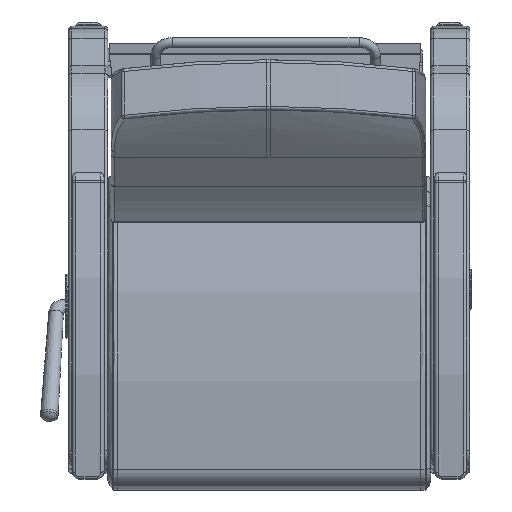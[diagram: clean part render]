
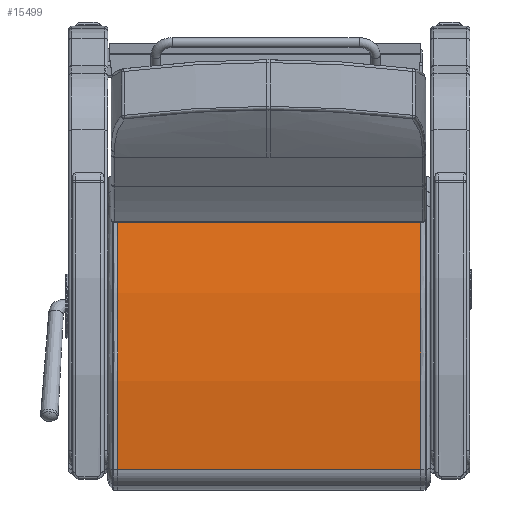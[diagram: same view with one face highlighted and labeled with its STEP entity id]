
A CAD part, front view. The second image highlights one B-rep face of the part: STEP entity #15499.
In plain terms, the highlighted free-form (B-spline) face has degree [1, 2] with [2, 3] control points.
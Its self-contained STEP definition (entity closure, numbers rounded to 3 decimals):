
#335=(
BOUNDED_SURFACE()
B_SPLINE_SURFACE(1,2,((#25351,#25352,#25353),(#25354,#25355,#25356)),
 .UNSPECIFIED.,.F.,.F.,.F.)
B_SPLINE_SURFACE_WITH_KNOTS((2,2),(3,3),(-0.193,0.193),
(1.362,1.699),.UNSPECIFIED.)
GEOMETRIC_REPRESENTATION_ITEM()
RATIONAL_B_SPLINE_SURFACE(((1.,0.986,1.),(1.,0.986,
1.)))
REPRESENTATION_ITEM('')
SURFACE()
);
#360=ELLIPSE('',#16873,60.054,60.);
#372=ELLIPSE('',#16915,60.054,60.);
#1563=FACE_OUTER_BOUND('',#2603,.T.);
#2603=EDGE_LOOP('',(#10823,#10824,#10825,#10826));
#3768=LINE('',#25350,#4748);
#3769=LINE('',#25357,#4749);
#4748=VECTOR('',#19381,0.394);
#4749=VECTOR('',#19382,0.394);
#6723=VERTEX_POINT('',#24523);
#6724=VERTEX_POINT('',#24546);
#6764=VERTEX_POINT('',#24763);
#6765=VERTEX_POINT('',#24786);
#8183=EDGE_CURVE('',#6724,#6723,#360,.T.);
#8242=EDGE_CURVE('',#6765,#6764,#372,.T.);
#8322=EDGE_CURVE('',#6723,#6765,#3768,.T.);
#8323=EDGE_CURVE('',#6724,#6764,#3769,.T.);
#10823=ORIENTED_EDGE('',*,*,#8183,.F.);
#10824=ORIENTED_EDGE('',*,*,#8323,.T.);
#10825=ORIENTED_EDGE('',*,*,#8242,.F.);
#10826=ORIENTED_EDGE('',*,*,#8322,.F.);
#15499=ADVANCED_FACE('',(#1563),#335,.F.);
#16873=AXIS2_PLACEMENT_3D('',#24548,#19134,#19135);
#16915=AXIS2_PLACEMENT_3D('',#24788,#19243,#19244);
#19134=DIRECTION('center_axis',(0.,0.,-1.));
#19135=DIRECTION('ref_axis',(1.,0.,0.));
#19243=DIRECTION('center_axis',(0.,0.,1.));
#19244=DIRECTION('ref_axis',(1.,0.,0.));
#19381=DIRECTION('',(0.,0.,1.));
#19382=DIRECTION('',(0.,0.,1.));
#24523=CARTESIAN_POINT('',(10.111,0.445,-11.563));
#24546=CARTESIAN_POINT('',(-10.045,1.256,-11.563));
#24548=CARTESIAN_POINT('Origin',(-2.35,-58.249,-11.563));
#24763=CARTESIAN_POINT('',(-10.045,1.256,11.563));
#24786=CARTESIAN_POINT('',(10.111,0.445,11.563));
#24788=CARTESIAN_POINT('Origin',(-2.35,-58.249,11.563));
#25350=CARTESIAN_POINT('',(10.111,0.445,0.));
#25351=CARTESIAN_POINT('Ctrl Pts',(10.111,0.445,-11.563));
#25352=CARTESIAN_POINT('Ctrl Pts',(0.103,2.566,-11.563));
#25353=CARTESIAN_POINT('Ctrl Pts',(-10.045,1.256,-11.563));
#25354=CARTESIAN_POINT('Ctrl Pts',(10.111,0.445,11.563));
#25355=CARTESIAN_POINT('Ctrl Pts',(0.103,2.566,11.563));
#25356=CARTESIAN_POINT('Ctrl Pts',(-10.045,1.256,11.563));
#25357=CARTESIAN_POINT('',(-10.045,1.256,0.));
